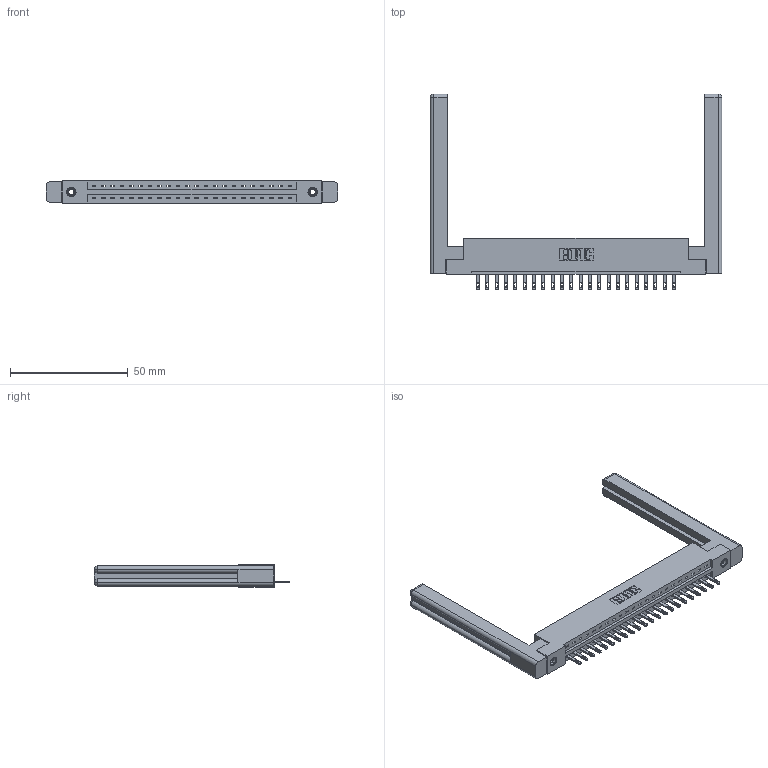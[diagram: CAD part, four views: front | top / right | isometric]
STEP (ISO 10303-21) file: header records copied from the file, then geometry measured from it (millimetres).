
FILE_DESCRIPTION (( 'STEP AP203' ), '1' );
FILE_NAME ('337-022-500-158.STEP', '2019-09-29T01:25:53', ( '' ), ( '' ), 'SwSTEP 2.0', 'SolidWorks 2016', '' );
FILE_SCHEMA (( 'CONFIG_CONTROL_DESIGN' ));
Length unit declared in the file: inch
Products named in the file (5): 337-022-500-158; 337 Part_Flush Mounting Lugs - 0.156 Dia-TI; 345-250-001_345-250-001-102; 345-292-001_345-293-100; 307-220-058
Assembly tree (27 placements, depth 2):
  337-022-500-158
    337 Part_Flush Mounting Lugs - 0.156 Dia-TI
    345-292-001_345-293-100  x22
    345-250-001_345-250-001-102  x2
    307-220-058  x2
Bounding box: 123.8 x 82.94 x 9.4 mm (x, y, z)
Volume: 19792.4 mm3; surface area: 18204.9 mm2
Topology: 27 solids, 27 shells, 1532 faces, 4625 edges, 3070 vertices
Faces by surface type: plane 1034, cylinder 474, cone 12, torus 12
Entity records: 21504 total; most frequent: CARTESIAN_POINT 3743, ORIENTED_EDGE 3640, DIRECTION 3212, EDGE_CURVE 1820, LINE 1640, VECTOR 1640, VERTEX_POINT 1206, AXIS2_PLACEMENT_3D 786
